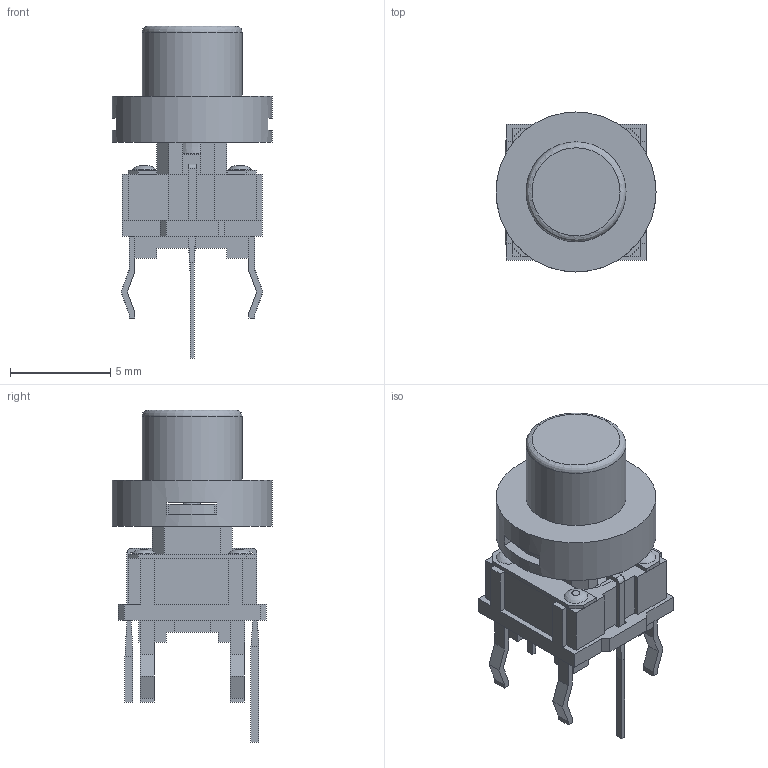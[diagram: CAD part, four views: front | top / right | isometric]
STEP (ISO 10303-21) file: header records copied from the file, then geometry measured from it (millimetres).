
FILE_DESCRIPTION((' '),'2;1');
FILE_NAME( 'SW-TL1265.stp', '2022-09-03T16:57:55', (' '), ('--- Datakit www.datakit.com---'), ' Datakit CrossCadWare V2022.3 Jun 15 2022', 'DATAKIT 2022 (c)', ' ');
FILE_SCHEMA(('AP242_MANAGED_MODEL_BASED_3D_ENGINEERING_MIM_LF { 1 0 10303 442 1 1 4 }'));
Length unit declared in the file: millimetre
Products named in the file (1): SW-TL1265
Bounding box: 8 x 8 x 16.6 mm (x, y, z)
Volume: 290.8 mm3; surface area: 827.8 mm2
Topology: 7 solids, 7 shells, 298 faces, 804 edges, 526 vertices
Faces by surface type: plane 262, cylinder 24, cone 6, torus 4, revolution 2
Full cylindrical faces by diameter (mm): 0.8 x4, 0.9 x4, 3 x1, 5 x2, 8 x1
Entity records: 9806 total; most frequent: CARTESIAN_POINT 2134, ORIENTED_EDGE 1538, DIRECTION 1430, EDGE_CURVE 769, VECTOR 690, LINE 690, VERTEX_POINT 518, AXIS2_PLACEMENT_3D 369
